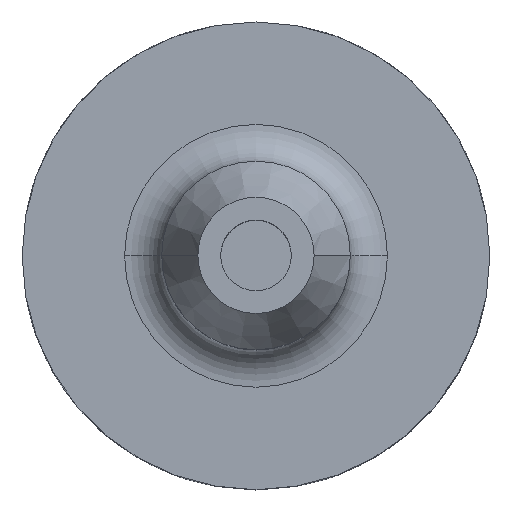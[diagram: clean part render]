
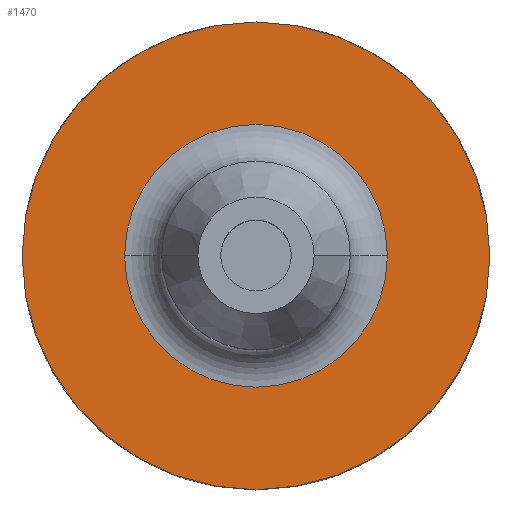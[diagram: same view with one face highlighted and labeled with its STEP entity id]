
A CAD part, top view. The second image highlights one B-rep face of the part: STEP entity #1470.
In plain terms, the highlighted planar face has unit normal (0, 0, 1).
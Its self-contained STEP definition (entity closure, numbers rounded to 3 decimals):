
#24 = DIRECTION ( 'NONE',  ( 0., 0., -1. ) ) ;
#45 = EDGE_LOOP ( 'NONE', ( #4017, #4228 ) ) ;
#58 = DIRECTION ( 'NONE',  ( -1., 0., 0. ) ) ;
#70 = DIRECTION ( 'NONE',  ( 0., 0., 1. ) ) ;
#88 = DIRECTION ( 'NONE',  ( 1., 0., 0. ) ) ;
#222 = AXIS2_PLACEMENT_3D ( 'NONE', #674, #24, #58 ) ;
#452 = EDGE_CURVE ( 'NONE', #1666, #2711, #580, .T. ) ;
#576 = CIRCLE ( 'NONE', #4574, 31.5 ) ;
#580 = CIRCLE ( 'NONE', #1095, 17.7 ) ;
#674 = CARTESIAN_POINT ( 'NONE',  ( 0., 0., 22. ) ) ;
#774 = VERTEX_POINT ( 'NONE', #3785 ) ;
#854 = PLANE ( 'NONE',  #222 ) ;
#1023 = DIRECTION ( 'NONE',  ( 0., 0., 1. ) ) ;
#1095 = AXIS2_PLACEMENT_3D ( 'NONE', #1165, #1023, #1110 ) ;
#1110 = DIRECTION ( 'NONE',  ( -1., 0., 0. ) ) ;
#1153 = CARTESIAN_POINT ( 'NONE',  ( 17.7, 0., 22. ) ) ;
#1165 = CARTESIAN_POINT ( 'NONE',  ( 0., 0., 22. ) ) ;
#1181 = DIRECTION ( 'NONE',  ( 0., 0., 1. ) ) ;
#1470 = ADVANCED_FACE ( 'NONE', ( #2316, #2413 ), #854, .F. ) ;
#1666 = VERTEX_POINT ( 'NONE', #1153 ) ;
#1670 = CARTESIAN_POINT ( 'NONE',  ( 31.5, 0., 22. ) ) ;
#2316 = FACE_BOUND ( 'NONE', #4814, .T. ) ;
#2353 = CARTESIAN_POINT ( 'NONE',  ( 0., 0., 22. ) ) ;
#2366 = DIRECTION ( 'NONE',  ( 0., 0., 1. ) ) ;
#2413 = FACE_OUTER_BOUND ( 'NONE', #45, .T. ) ;
#2711 = VERTEX_POINT ( 'NONE', #4038 ) ;
#2721 = DIRECTION ( 'NONE',  ( 1., 0., 0. ) ) ;
#3223 = EDGE_CURVE ( 'NONE', #774, #3803, #576, .T. ) ;
#3286 = EDGE_CURVE ( 'NONE', #3803, #774, #4299, .T. ) ;
#3426 = CARTESIAN_POINT ( 'NONE',  ( 0., 0., 22. ) ) ;
#3695 = ORIENTED_EDGE ( 'NONE', *, *, #4697, .F. ) ;
#3762 = CIRCLE ( 'NONE', #4058, 17.7 ) ;
#3785 = CARTESIAN_POINT ( 'NONE',  ( -31.5, 0., 22. ) ) ;
#3791 = DIRECTION ( 'NONE',  ( -1., 0., 0. ) ) ;
#3803 = VERTEX_POINT ( 'NONE', #1670 ) ;
#3891 = ORIENTED_EDGE ( 'NONE', *, *, #452, .F. ) ;
#4017 = ORIENTED_EDGE ( 'NONE', *, *, #3286, .T. ) ;
#4038 = CARTESIAN_POINT ( 'NONE',  ( -17.7, 0., 22. ) ) ;
#4058 = AXIS2_PLACEMENT_3D ( 'NONE', #3426, #1181, #3791 ) ;
#4097 = AXIS2_PLACEMENT_3D ( 'NONE', #4567, #2366, #88 ) ;
#4228 = ORIENTED_EDGE ( 'NONE', *, *, #3223, .T. ) ;
#4299 = CIRCLE ( 'NONE', #4097, 31.5 ) ;
#4567 = CARTESIAN_POINT ( 'NONE',  ( 0., 0., 22. ) ) ;
#4574 = AXIS2_PLACEMENT_3D ( 'NONE', #2353, #70, #2721 ) ;
#4697 = EDGE_CURVE ( 'NONE', #2711, #1666, #3762, .T. ) ;
#4814 = EDGE_LOOP ( 'NONE', ( #3695, #3891 ) ) ;
